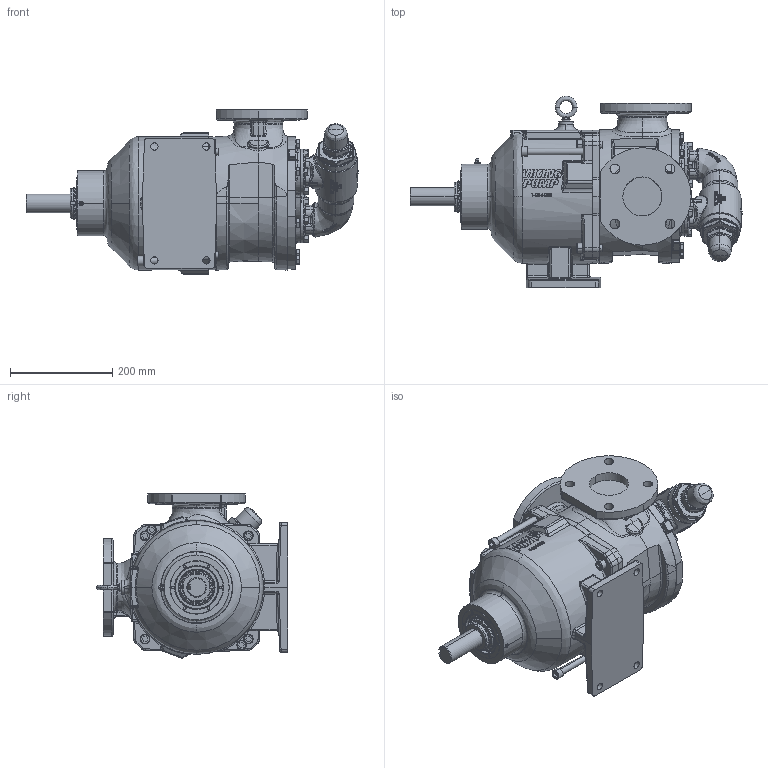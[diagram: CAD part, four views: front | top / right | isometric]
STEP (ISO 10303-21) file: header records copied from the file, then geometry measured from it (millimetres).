
FILE_DESCRIPTION (( 'STEP AP214' ), '1' );
FILE_NAME ('LL8124A.STEP', '2017-08-28T18:16:45', ( '' ), ( '' ), 'SwSTEP 2.0', 'SolidWorks 2016', '' );
FILE_SCHEMA (( 'AUTOMOTIVE_DESIGN' ));
Length unit declared in the file: inch
Products named in the file (2): LL8124A
Bounding box: 648.79 x 373.89 x 320.57 mm (x, y, z)
Volume: 23331445 mm3; surface area: 819093.3 mm2
Topology: 1 solids, 1 shells, 2765 faces, 7068 edges, 4373 vertices
Faces by surface type: bspline 1058, plane 900, cylinder 522, cone 285
Entity records: 230574 total; most frequent: CARTESIAN_POINT 157693, ORIENTED_EDGE 13976, DIRECTION 9349, EDGE_CURVE 6988, VERTEX_POINT 4373, AXIS2_PLACEMENT_3D 3429, EDGE_LOOP 2961, FACE_OUTER_BOUND 2765
